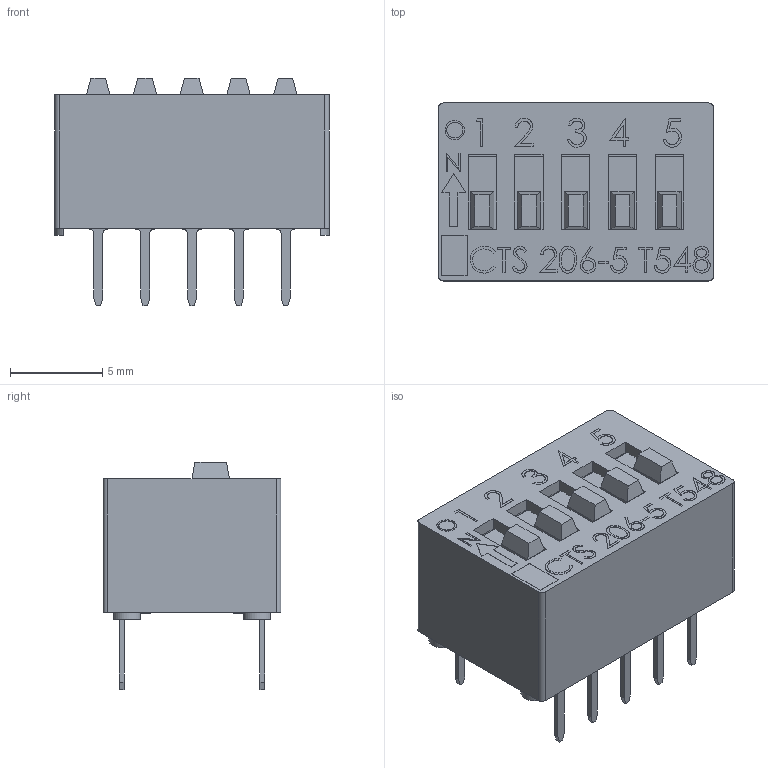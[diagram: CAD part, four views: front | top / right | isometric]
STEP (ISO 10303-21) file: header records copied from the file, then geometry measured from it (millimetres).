
FILE_DESCRIPTION (( 'STEP AP214' ), '1' );
FILE_NAME ('206-5.STEP', '2019-05-24T06:39:12', ( '' ), ( '' ), 'SwSTEP 2.0', 'SolidWorks 2019', '' );
FILE_SCHEMA (( 'AUTOMOTIVE_DESIGN' ));
Length unit declared in the file: millimetre
Products named in the file (4): 206-93&94-5pole; 206-5; 206-40-035(for 206005); 206-56-014-35-01
Assembly tree (7 placements, depth 2):
  206-5
    206-40-035(for 206005)
    206-56-014-35-01  x5
    206-93&94-5pole
Bounding box: 14.91 x 9.65 x 12.32 mm (x, y, z)
Volume: 673.7 mm3; surface area: 2015.9 mm2
Topology: 7 solids, 7 shells, 656 faces, 1759 edges, 1164 vertices
Faces by surface type: plane 469, bspline 117, cylinder 70
Entity records: 23010 total; most frequent: CARTESIAN_POINT 10374, ORIENTED_EDGE 2710, DIRECTION 1993, EDGE_CURVE 1355, LINE 1043, VECTOR 1043, VERTEX_POINT 900, EDGE_LOOP 559
